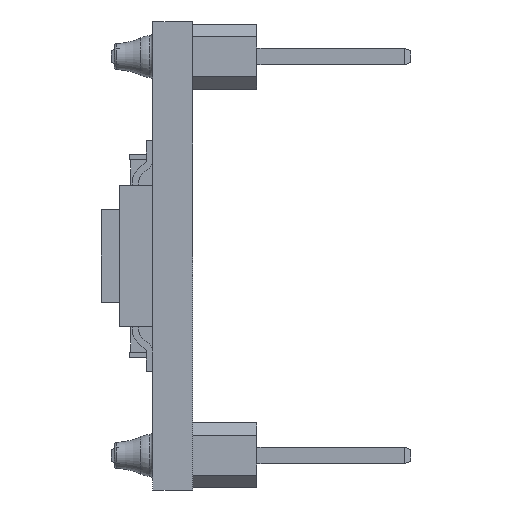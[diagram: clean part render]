
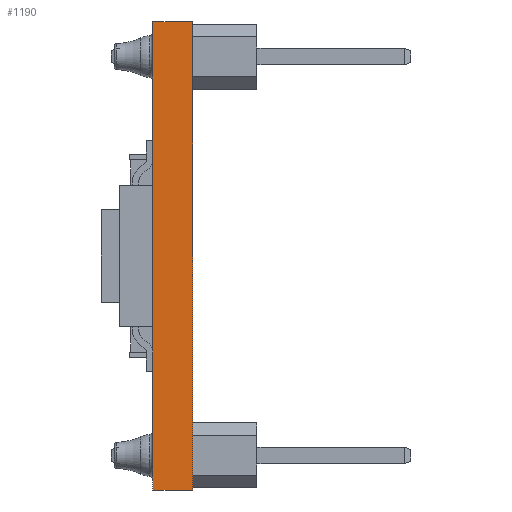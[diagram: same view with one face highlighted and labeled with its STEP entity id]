
A CAD part, left-side view. The second image highlights one B-rep face of the part: STEP entity #1190.
In plain terms, the highlighted planar face has unit normal (-1, 0, 0).
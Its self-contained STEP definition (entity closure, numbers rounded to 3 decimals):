
#1190 = ADVANCED_FACE ( 'NONE', ( #7310 ), #7712, .F. ) ;
#2447 = DIRECTION ( 'NONE',  ( 0., 0., -1. ) ) ;
#2627 = DIRECTION ( 'NONE',  ( 0., -1., 0. ) ) ;
#2766 = DIRECTION ( 'NONE',  ( 0., -1., 0. ) ) ;
#3410 = LINE ( 'NONE', #30628, #22667 ) ;
#4416 = CARTESIAN_POINT ( 'NONE',  ( -10.5, 0., 9.125 ) ) ;
#4572 = EDGE_CURVE ( 'NONE', #14825, #18906, #22289, .T. ) ;
#5295 = DIRECTION ( 'NONE',  ( 1., 0., 0. ) ) ;
#5986 = EDGE_CURVE ( 'NONE', #30376, #18906, #18162, .T. ) ;
#7141 = VERTEX_POINT ( 'NONE', #23857 ) ;
#7310 = FACE_OUTER_BOUND ( 'NONE', #14445, .T. ) ;
#7407 = DIRECTION ( 'NONE',  ( 0., 0., 1. ) ) ;
#7712 = PLANE ( 'NONE',  #15842 ) ;
#10278 = VECTOR ( 'NONE', #2766, 1000. ) ;
#13480 = VECTOR ( 'NONE', #28508, 1000. ) ;
#13562 = EDGE_CURVE ( 'NONE', #7141, #30376, #19386, .T. ) ;
#14445 = EDGE_LOOP ( 'NONE', ( #26042, #34441, #35098, #16461 ) ) ;
#14825 = VERTEX_POINT ( 'NONE', #34323 ) ;
#15842 = AXIS2_PLACEMENT_3D ( 'NONE', #24025, #5295, #2447 ) ;
#16461 = ORIENTED_EDGE ( 'NONE', *, *, #31315, .T. ) ;
#18162 = LINE ( 'NONE', #30390, #10278 ) ;
#18906 = VERTEX_POINT ( 'NONE', #4416 ) ;
#19082 = CARTESIAN_POINT ( 'NONE',  ( -10.5, 0., -9.125 ) ) ;
#19386 = LINE ( 'NONE', #25549, #32641 ) ;
#20219 = CARTESIAN_POINT ( 'NONE',  ( -10.5, 1.55, 9.125 ) ) ;
#22289 = LINE ( 'NONE', #19082, #13480 ) ;
#22667 = VECTOR ( 'NONE', #2627, 1000. ) ;
#23857 = CARTESIAN_POINT ( 'NONE',  ( -10.5, 1.55, -9.125 ) ) ;
#24025 = CARTESIAN_POINT ( 'NONE',  ( -10.5, 1.55, -9.125 ) ) ;
#25549 = CARTESIAN_POINT ( 'NONE',  ( -10.5, 1.55, -9.125 ) ) ;
#26042 = ORIENTED_EDGE ( 'NONE', *, *, #4572, .T. ) ;
#28508 = DIRECTION ( 'NONE',  ( 0., 0., 1. ) ) ;
#30376 = VERTEX_POINT ( 'NONE', #20219 ) ;
#30390 = CARTESIAN_POINT ( 'NONE',  ( -10.5, 1.55, 9.125 ) ) ;
#30628 = CARTESIAN_POINT ( 'NONE',  ( -10.5, 1.55, -9.125 ) ) ;
#31315 = EDGE_CURVE ( 'NONE', #7141, #14825, #3410, .T. ) ;
#32641 = VECTOR ( 'NONE', #7407, 1000. ) ;
#34323 = CARTESIAN_POINT ( 'NONE',  ( -10.5, 0., -9.125 ) ) ;
#34441 = ORIENTED_EDGE ( 'NONE', *, *, #5986, .F. ) ;
#35098 = ORIENTED_EDGE ( 'NONE', *, *, #13562, .F. ) ;
